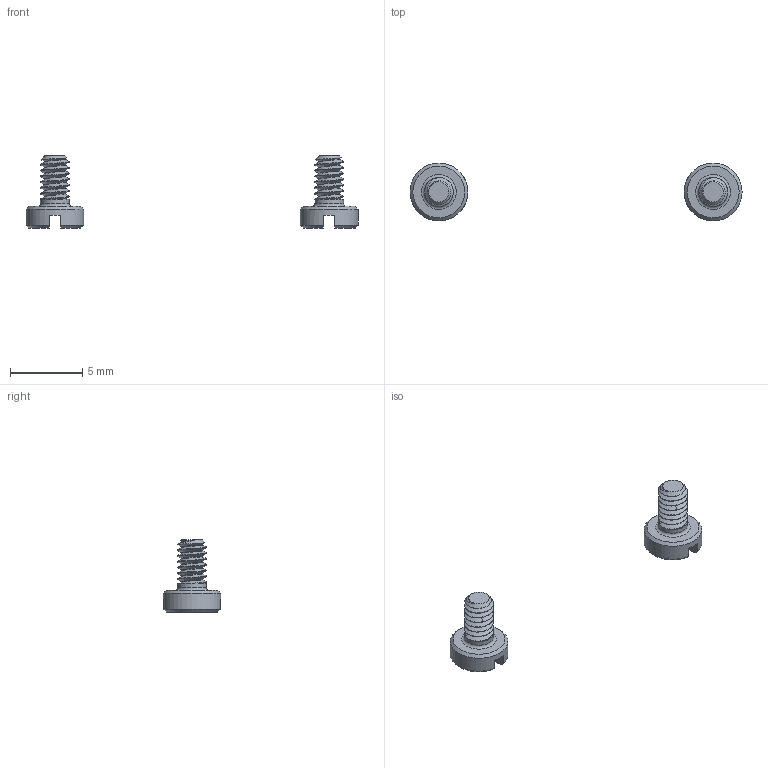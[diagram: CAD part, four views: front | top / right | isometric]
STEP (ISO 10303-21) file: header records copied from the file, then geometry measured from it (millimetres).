
FILE_DESCRIPTION(/* description */ (''),/* implementation_level */ '2;1');
FILE_NAME(/* name */ 'HARWIN_M80-5401442_Screws.stp',/* time_stamp */ '2016-06-07T09:57:29+02:00',/* author */ ('riccim'),/* organization */ ('SolidWorks'),/* preprocessor_version */ 'ST-DEVELOPER v15.5',/* originating_system */ 'AutoCAD Mechanical',/* authorisation */ ' ');
FILE_SCHEMA (('AUTOMOTIVE_DESIGN { 1 0 10303 214 3 1 1 }'));
Length unit declared in the file: millimetre
Products named in the file (1): Product
Bounding box: 23 x 4 x 5 mm (x, y, z)
Volume: 48 mm3; surface area: 154.3 mm2
Topology: 2 solids, 2 shells, 60 faces, 161 edges, 108 vertices
Faces by surface type: bspline 18, plane 16, cylinder 16, cone 8, torus 2
Full cylindrical faces by diameter (mm): 2 x12, 4 x2
Entity records: 6236 total; most frequent: CARTESIAN_POINT 5230, ORIENTED_EDGE 216, DIRECTION 144, EDGE_CURVE 108, VERTEX_POINT 76, EDGE_LOOP 60, AXIS2_PLACEMENT_3D 58, B_SPLINE_CURVE_WITH_KNOTS 54
